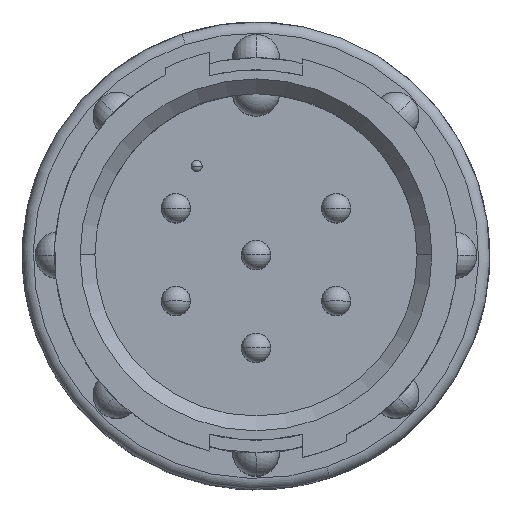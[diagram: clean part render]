
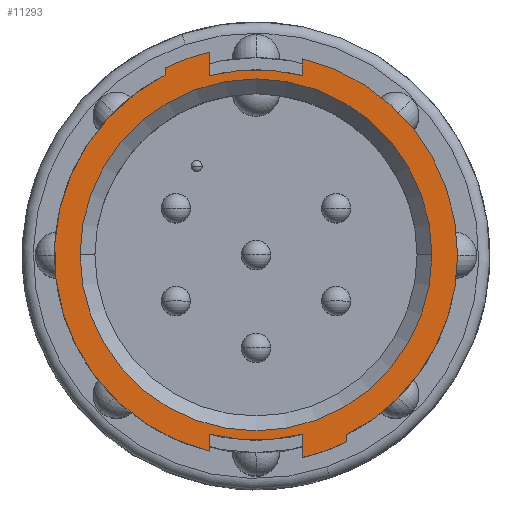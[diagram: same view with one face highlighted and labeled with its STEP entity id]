
A CAD part, top view. The second image highlights one B-rep face of the part: STEP entity #11293.
In plain terms, the highlighted planar face has unit normal (0, 0, 1).
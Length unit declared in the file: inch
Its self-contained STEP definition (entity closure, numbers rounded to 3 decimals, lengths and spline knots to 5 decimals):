
#80 = ORIENTED_EDGE ( 'NONE', *, *, #8022, .F. ) ;
#99 = VECTOR ( 'NONE', #4029, 39.37008 ) ;
#136 = CIRCLE ( 'NONE', #230, 0.2715 ) ;
#230 = AXIS2_PLACEMENT_3D ( 'NONE', #12074, #4835, #13291 ) ;
#447 = ORIENTED_EDGE ( 'NONE', *, *, #5339, .T. ) ;
#463 = AXIS2_PLACEMENT_3D ( 'NONE', #8509, #1261, #9718 ) ;
#466 = CARTESIAN_POINT ( 'NONE',  ( 0.1225, -0.24229, 0. ) ) ;
#741 = ORIENTED_EDGE ( 'NONE', *, *, #1241, .T. ) ;
#904 = DIRECTION ( 'NONE',  ( 1., 0., 0. ) ) ;
#1081 = DIRECTION ( 'NONE',  ( 0., 0., 1. ) ) ;
#1129 = DIRECTION ( 'NONE',  ( 0., 0., -1. ) ) ;
#1241 = EDGE_CURVE ( 'NONE', #9193, #15569, #11957, .T. ) ;
#1261 = DIRECTION ( 'NONE',  ( 0., 0., 1. ) ) ;
#1868 = VERTEX_POINT ( 'NONE', #4912 ) ;
#2123 = ORIENTED_EDGE ( 'NONE', *, *, #3534, .F. ) ;
#2321 = VECTOR ( 'NONE', #13706, 39.37008 ) ;
#2348 = CARTESIAN_POINT ( 'NONE',  ( 0.0625, 0.26421, 0. ) ) ;
#2420 = CIRCLE ( 'NONE', #15683, 0.237 ) ;
#2482 = AXIS2_PLACEMENT_3D ( 'NONE', #15408, #8163, #904 ) ;
#2584 = CARTESIAN_POINT ( 'NONE',  ( -0.1225, 0.25178, 0. ) ) ;
#2647 = CIRCLE ( 'NONE', #14538, 0.237 ) ;
#2688 = ORIENTED_EDGE ( 'NONE', *, *, #9943, .T. ) ;
#2875 = ORIENTED_EDGE ( 'NONE', *, *, #11842, .F. ) ;
#2916 = CARTESIAN_POINT ( 'NONE',  ( 0.1225, -0.21736, 0. ) ) ;
#2969 = VECTOR ( 'NONE', #13052, 39.37008 ) ;
#3199 = ORIENTED_EDGE ( 'NONE', *, *, #13753, .T. ) ;
#3360 = LINE ( 'NONE', #7035, #2969 ) ;
#3520 = VERTEX_POINT ( 'NONE', #10737 ) ;
#3534 = EDGE_CURVE ( 'NONE', #13630, #13112, #2647, .T. ) ;
#3609 = ORIENTED_EDGE ( 'NONE', *, *, #13774, .F. ) ;
#3827 = CARTESIAN_POINT ( 'NONE',  ( 0.0625, 0.26421, 0. ) ) ;
#4029 = DIRECTION ( 'NONE',  ( 0., 1., 0. ) ) ;
#4140 = DIRECTION ( 'NONE',  ( 0., 0., -1. ) ) ;
#4228 = AXIS2_PLACEMENT_3D ( 'NONE', #11685, #5678, #14130 ) ;
#4412 = CARTESIAN_POINT ( 'NONE',  ( -0.0625, 0.24155, 0. ) ) ;
#4764 = CARTESIAN_POINT ( 'NONE',  ( 0., 0., 0. ) ) ;
#4835 = DIRECTION ( 'NONE',  ( 0., 0., 1. ) ) ;
#4859 = DIRECTION ( 'NONE',  ( 0., 0., 1. ) ) ;
#4872 = AXIS2_PLACEMENT_3D ( 'NONE', #8333, #1081, #9564 ) ;
#4895 = CARTESIAN_POINT ( 'NONE',  ( 0.0625, -0.27294, 0. ) ) ;
#4912 = CARTESIAN_POINT ( 'NONE',  ( 0.0625, 0.24155, 0. ) ) ;
#5040 = DIRECTION ( 'NONE',  ( 0., 1., 0. ) ) ;
#5066 = DIRECTION ( 'NONE',  ( 0., 0., 1. ) ) ;
#5143 = VERTEX_POINT ( 'NONE', #466 ) ;
#5164 = ORIENTED_EDGE ( 'NONE', *, *, #13280, .F. ) ;
#5241 = CARTESIAN_POINT ( 'NONE',  ( 0.0625, -0.24155, 0. ) ) ;
#5339 = EDGE_CURVE ( 'NONE', #3520, #11743, #14926, .T. ) ;
#5495 = CARTESIAN_POINT ( 'NONE',  ( -0.0625, -0.24155, 0. ) ) ;
#5582 = VECTOR ( 'NONE', #14563, 39.37008 ) ;
#5678 = DIRECTION ( 'NONE',  ( 0., 0., -1. ) ) ;
#5754 = VERTEX_POINT ( 'NONE', #5495 ) ;
#5767 = LINE ( 'NONE', #3827, #8971 ) ;
#5895 = VERTEX_POINT ( 'NONE', #4412 ) ;
#5917 = VECTOR ( 'NONE', #7550, 39.37008 ) ;
#5991 = DIRECTION ( 'NONE',  ( 1., 0., 0. ) ) ;
#6010 = CARTESIAN_POINT ( 'NONE',  ( 0.0625, -0.24155, 0. ) ) ;
#6086 = EDGE_CURVE ( 'NONE', #5143, #3520, #136, .T. ) ;
#6114 = CARTESIAN_POINT ( 'NONE',  ( -0.0625, -0.24155, 0. ) ) ;
#6404 = CARTESIAN_POINT ( 'NONE',  ( -0.0625, 0.27294, 0. ) ) ;
#6605 = EDGE_CURVE ( 'NONE', #13112, #13630, #2420, .T. ) ;
#6677 = CIRCLE ( 'NONE', #10955, 0.28 ) ;
#6693 = CIRCLE ( 'NONE', #8119, 0.2495 ) ;
#7035 = CARTESIAN_POINT ( 'NONE',  ( -0.0625, 0.26421, 0. ) ) ;
#7068 = EDGE_LOOP ( 'NONE', ( #3199, #2875, #3609, #12885, #8021, #2688, #14459, #447, #5164, #10374, #80, #11353, #741 ) ) ;
#7550 = DIRECTION ( 'NONE',  ( 0., -1., 0. ) ) ;
#7671 = VERTEX_POINT ( 'NONE', #6404 ) ;
#7684 = CIRCLE ( 'NONE', #463, 0.28 ) ;
#8021 = ORIENTED_EDGE ( 'NONE', *, *, #10827, .T. ) ;
#8022 = EDGE_CURVE ( 'NONE', #7671, #5895, #3360, .T. ) ;
#8119 = AXIS2_PLACEMENT_3D ( 'NONE', #8385, #1129, #9610 ) ;
#8163 = DIRECTION ( 'NONE',  ( 0., 0., 1. ) ) ;
#8333 = CARTESIAN_POINT ( 'NONE',  ( 0., 0., 0. ) ) ;
#8385 = CARTESIAN_POINT ( 'NONE',  ( 0., 0., 0. ) ) ;
#8405 = CIRCLE ( 'NONE', #4872, 0.2715 ) ;
#8407 = EDGE_CURVE ( 'NONE', #5895, #1868, #9011, .T. ) ;
#8509 = CARTESIAN_POINT ( 'NONE',  ( 0., 0., 0. ) ) ;
#8971 = VECTOR ( 'NONE', #5040, 39.37008 ) ;
#9011 = CIRCLE ( 'NONE', #11206, 0.2495 ) ;
#9193 = VERTEX_POINT ( 'NONE', #2584 ) ;
#9417 = CARTESIAN_POINT ( 'NONE',  ( -0.1225, 0.24229, 0. ) ) ;
#9519 = CARTESIAN_POINT ( 'NONE',  ( 0.237, 0., 0. ) ) ;
#9564 = DIRECTION ( 'NONE',  ( 1., 0., 0. ) ) ;
#9610 = DIRECTION ( 'NONE',  ( 1., 0., 0. ) ) ;
#9718 = DIRECTION ( 'NONE',  ( 1., 0., 0. ) ) ;
#9943 = EDGE_CURVE ( 'NONE', #13424, #5143, #11282, .T. ) ;
#10374 = ORIENTED_EDGE ( 'NONE', *, *, #8407, .F. ) ;
#10656 = VERTEX_POINT ( 'NONE', #11077 ) ;
#10737 = CARTESIAN_POINT ( 'NONE',  ( 0.2715, 0., 0. ) ) ;
#10827 = EDGE_CURVE ( 'NONE', #10873, #13424, #7684, .T. ) ;
#10873 = VERTEX_POINT ( 'NONE', #4895 ) ;
#10955 = AXIS2_PLACEMENT_3D ( 'NONE', #12317, #5066, #13531 ) ;
#11072 = FACE_OUTER_BOUND ( 'NONE', #7068, .T. ) ;
#11077 = CARTESIAN_POINT ( 'NONE',  ( -0.0625, -0.26421, 0. ) ) ;
#11142 = CARTESIAN_POINT ( 'NONE',  ( -0.1225, 0.21736, 0. ) ) ;
#11206 = AXIS2_PLACEMENT_3D ( 'NONE', #11395, #4140, #12608 ) ;
#11282 = LINE ( 'NONE', #2916, #99 ) ;
#11293 = ADVANCED_FACE ( 'NONE', ( #11072, #11442 ), #12906, .F. ) ;
#11353 = ORIENTED_EDGE ( 'NONE', *, *, #14698, .T. ) ;
#11395 = CARTESIAN_POINT ( 'NONE',  ( 0., 0., 0. ) ) ;
#11442 = FACE_BOUND ( 'NONE', #11583, .T. ) ;
#11578 = LINE ( 'NONE', #5241, #2321 ) ;
#11583 = EDGE_LOOP ( 'NONE', ( #11714, #2123 ) ) ;
#11685 = CARTESIAN_POINT ( 'NONE',  ( 0., 0.237, 0. ) ) ;
#11714 = ORIENTED_EDGE ( 'NONE', *, *, #6605, .F. ) ;
#11743 = VERTEX_POINT ( 'NONE', #2348 ) ;
#11842 = EDGE_CURVE ( 'NONE', #5754, #10656, #14855, .T. ) ;
#11957 = LINE ( 'NONE', #11142, #5917 ) ;
#12074 = CARTESIAN_POINT ( 'NONE',  ( 0., 0., 0. ) ) ;
#12099 = CARTESIAN_POINT ( 'NONE',  ( 0., 0., 0. ) ) ;
#12317 = CARTESIAN_POINT ( 'NONE',  ( 0., 0., 0. ) ) ;
#12608 = DIRECTION ( 'NONE',  ( 1., 0., 0. ) ) ;
#12885 = ORIENTED_EDGE ( 'NONE', *, *, #14876, .F. ) ;
#12906 = PLANE ( 'NONE',  #4228 ) ;
#13052 = DIRECTION ( 'NONE',  ( 0., -1., 0. ) ) ;
#13112 = VERTEX_POINT ( 'NONE', #9519 ) ;
#13220 = DIRECTION ( 'NONE',  ( 0., 0., 1. ) ) ;
#13280 = EDGE_CURVE ( 'NONE', #1868, #11743, #5767, .T. ) ;
#13291 = DIRECTION ( 'NONE',  ( 1., 0., 0. ) ) ;
#13314 = DIRECTION ( 'NONE',  ( 1., 0., 0. ) ) ;
#13424 = VERTEX_POINT ( 'NONE', #13648 ) ;
#13531 = DIRECTION ( 'NONE',  ( 1., 0., 0. ) ) ;
#13630 = VERTEX_POINT ( 'NONE', #13913 ) ;
#13648 = CARTESIAN_POINT ( 'NONE',  ( 0.1225, -0.25178, 0. ) ) ;
#13706 = DIRECTION ( 'NONE',  ( 0., 1., 0. ) ) ;
#13753 = EDGE_CURVE ( 'NONE', #15569, #10656, #8405, .T. ) ;
#13774 = EDGE_CURVE ( 'NONE', #13838, #5754, #6693, .T. ) ;
#13838 = VERTEX_POINT ( 'NONE', #6010 ) ;
#13913 = CARTESIAN_POINT ( 'NONE',  ( -0.237, 0., 0. ) ) ;
#14130 = DIRECTION ( 'NONE',  ( -1., 0., 0. ) ) ;
#14459 = ORIENTED_EDGE ( 'NONE', *, *, #6086, .T. ) ;
#14538 = AXIS2_PLACEMENT_3D ( 'NONE', #4764, #13220, #5991 ) ;
#14563 = DIRECTION ( 'NONE',  ( 0., -1., 0. ) ) ;
#14698 = EDGE_CURVE ( 'NONE', #7671, #9193, #6677, .T. ) ;
#14855 = LINE ( 'NONE', #6114, #5582 ) ;
#14876 = EDGE_CURVE ( 'NONE', #10873, #13838, #11578, .T. ) ;
#14926 = CIRCLE ( 'NONE', #2482, 0.2715 ) ;
#15408 = CARTESIAN_POINT ( 'NONE',  ( 0., 0., 0. ) ) ;
#15569 = VERTEX_POINT ( 'NONE', #9417 ) ;
#15683 = AXIS2_PLACEMENT_3D ( 'NONE', #12099, #4859, #13314 ) ;
